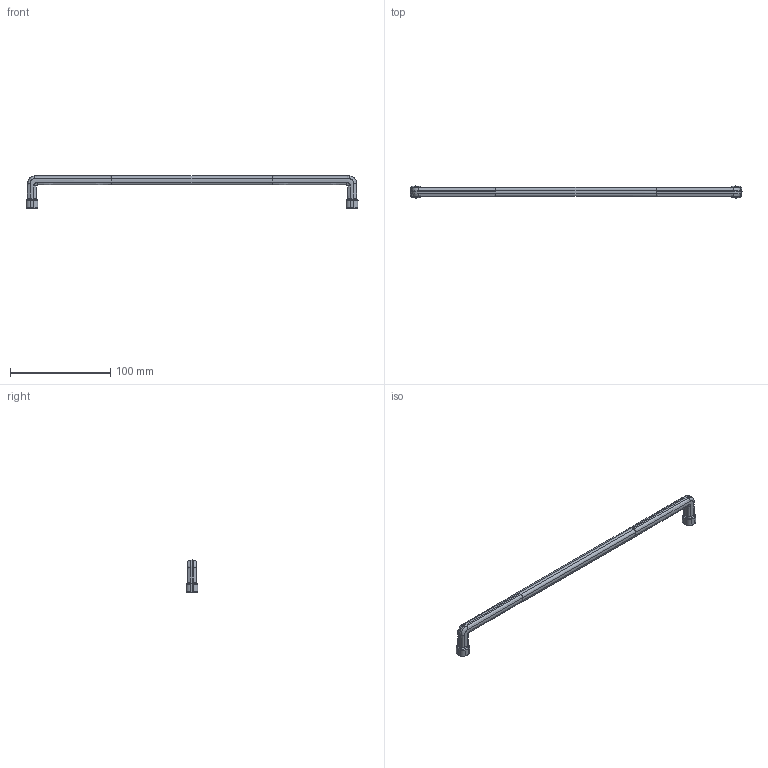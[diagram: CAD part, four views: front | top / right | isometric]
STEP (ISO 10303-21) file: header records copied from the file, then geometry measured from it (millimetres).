
FILE_DESCRIPTION (( 'STEP AP214' ), '1' );
FILE_NAME ('552220320 EQUESTER.STEP', '2021-11-10T11:25:58', ( '' ), ( '' ), 'SwSTEP 2.0', 'SolidWorks 2020', '' );
FILE_SCHEMA (( 'AUTOMOTIVE_DESIGN' ));
Length unit declared in the file: millimetre
Products named in the file (1): 552220320 EQUESTER
Bounding box: 332 x 12 x 32 mm (x, y, z)
Volume: 27666.2 mm3; surface area: 12134.2 mm2
Topology: 1 solids, 1 shells, 170 faces, 389 edges, 222 vertices
Faces by surface type: bspline 149, plane 18, cylinder 3
Entity records: 15385 total; most frequent: CARTESIAN_POINT 12778, ORIENTED_EDGE 770, EDGE_CURVE 385, B_SPLINE_CURVE_WITH_KNOTS 253, VERTEX_POINT 222, EDGE_LOOP 175, ADVANCED_FACE 170, FACE_OUTER_BOUND 170
